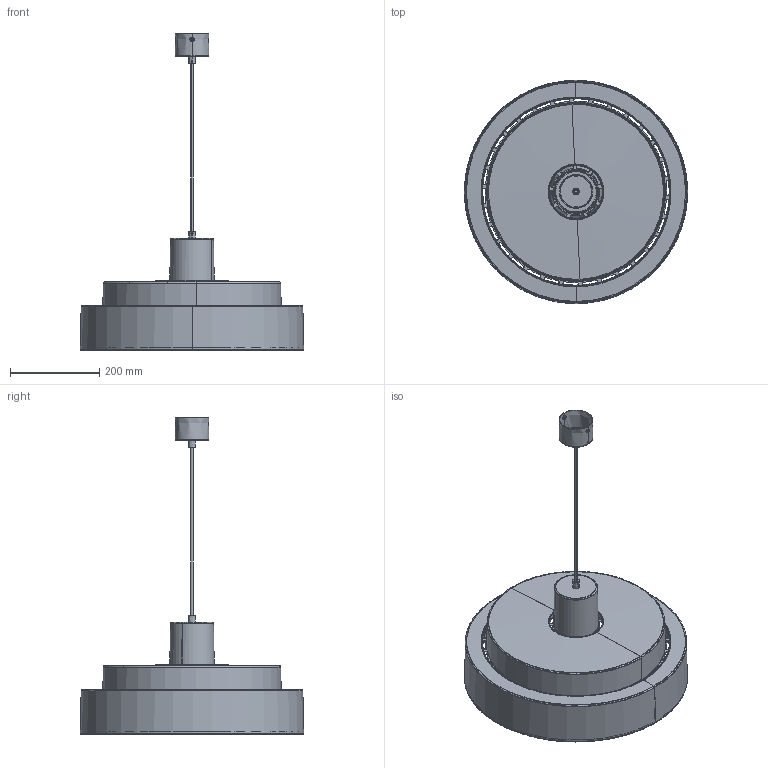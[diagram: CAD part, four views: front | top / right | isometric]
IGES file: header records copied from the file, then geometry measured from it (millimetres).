
Start section: SolidWorks IGES file using analytic representation for surfaces
Global section: file name: Conjunts E27-XL_V0.IGS; native system: SolidWorks 2020; preprocessor: SolidWorks 2020; author: saraprats; date: 230925.103608; units: millimetre
Bounding box: 499.99 x 499.99 x 707.92 mm (x, y, z)
Surface area: 1090916.8 mm2 (no closed solid volume)
Topology: 0 solids, 0 shells, 852 faces, 12460 edges, 12459 vertices
Faces by surface type: revolution 533, bspline 319
